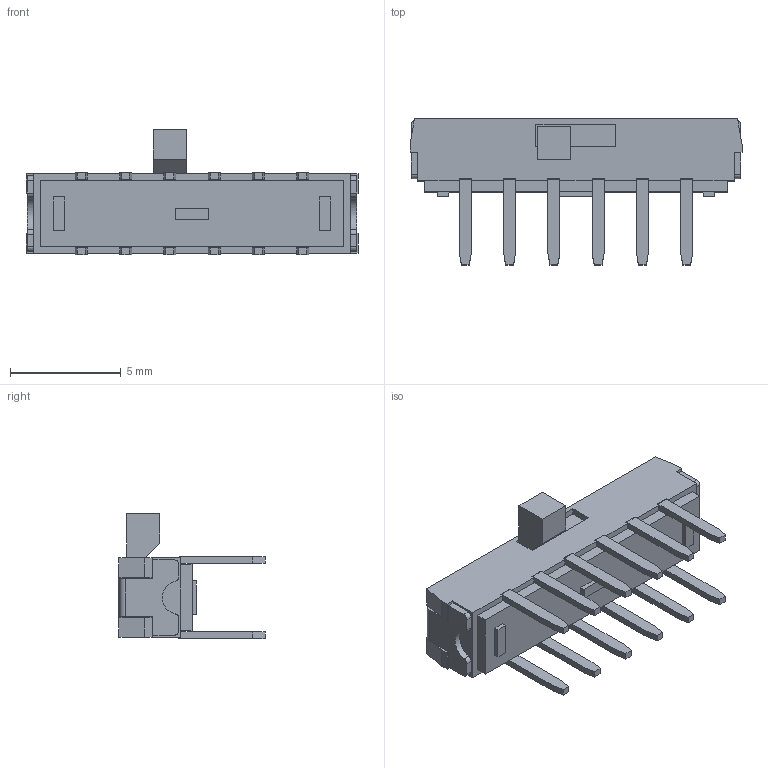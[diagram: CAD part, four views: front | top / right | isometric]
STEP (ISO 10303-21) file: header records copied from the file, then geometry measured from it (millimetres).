
FILE_DESCRIPTION (( 'STEP AP214' ), '1' );
FILE_NAME ('sk-3268d-l1.stp', '2021-05-09T19:38:15', ( '' ), ( '' ), 'SwSTEP 2.0', 'SolidWorks 2020', '' );
FILE_SCHEMA (( 'AUTOMOTIVE_DESIGN' ));
Length unit declared in the file: millimetre
Products named in the file (1): sk-3268d-l1
Bounding box: 15 x 6.6 x 5.65 mm (x, y, z)
Volume: 179.8 mm3; surface area: 335.6 mm2
Topology: 1 solids, 1 shells, 630 faces, 1796 edges, 1196 vertices
Faces by surface type: plane 592, cylinder 38
Entity records: 21504 total; most frequent: CARTESIAN_POINT 3641, ORIENTED_EDGE 3592, DIRECTION 3128, EDGE_CURVE 1796, LINE 1714, VECTOR 1714, VERTEX_POINT 1196, AXIS2_PLACEMENT_3D 707
